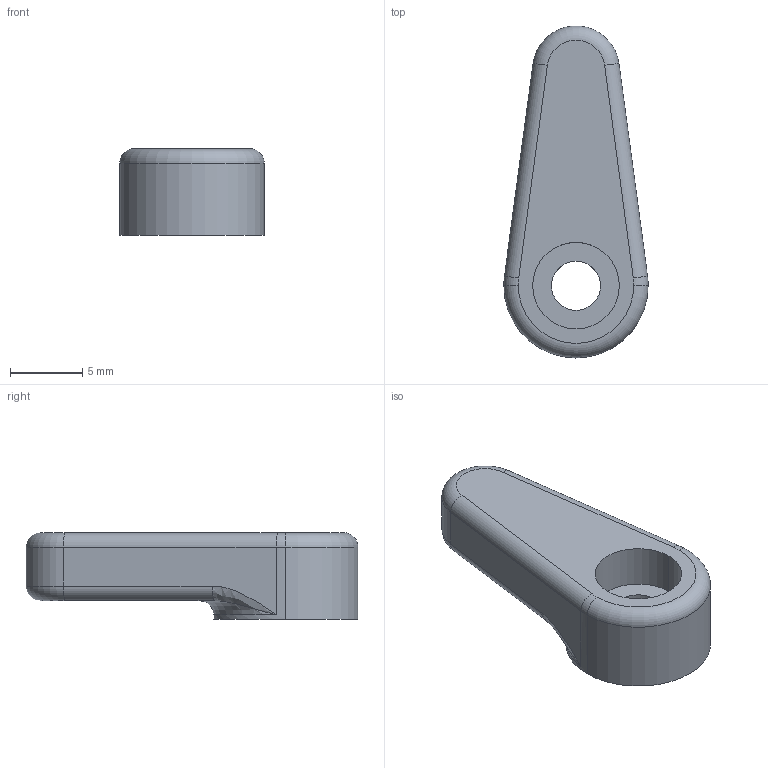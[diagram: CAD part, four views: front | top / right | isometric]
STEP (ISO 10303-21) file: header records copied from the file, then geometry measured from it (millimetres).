
FILE_DESCRIPTION (( 'STEP AP214' ), '1' );
FILE_NAME ('EXPLORA_VTOL_CANOPY_BRACKET.STEP', '2022-10-24T09:06:01', ( '' ), ( '' ), 'SwSTEP 2.0', 'SolidWorks 2021', '' );
FILE_SCHEMA (( 'AUTOMOTIVE_DESIGN' ));
Length unit declared in the file: millimetre
Products named in the file (1): EXPLORA_VTOL_CANOPY_BRACKET
Bounding box: 10 x 22.99 x 6 mm (x, y, z)
Volume: 794.4 mm3; surface area: 677.8 mm2
Topology: 1 solids, 1 shells, 25 faces, 56 edges, 32 vertices
Faces by surface type: cylinder 11, torus 6, plane 6, bspline 2
Entity records: 814 total; most frequent: CARTESIAN_POINT 220, DIRECTION 130, ORIENTED_EDGE 108, AXIS2_PLACEMENT_3D 56, EDGE_CURVE 54, VERTEX_POINT 32, CIRCLE 32, EDGE_LOOP 28
